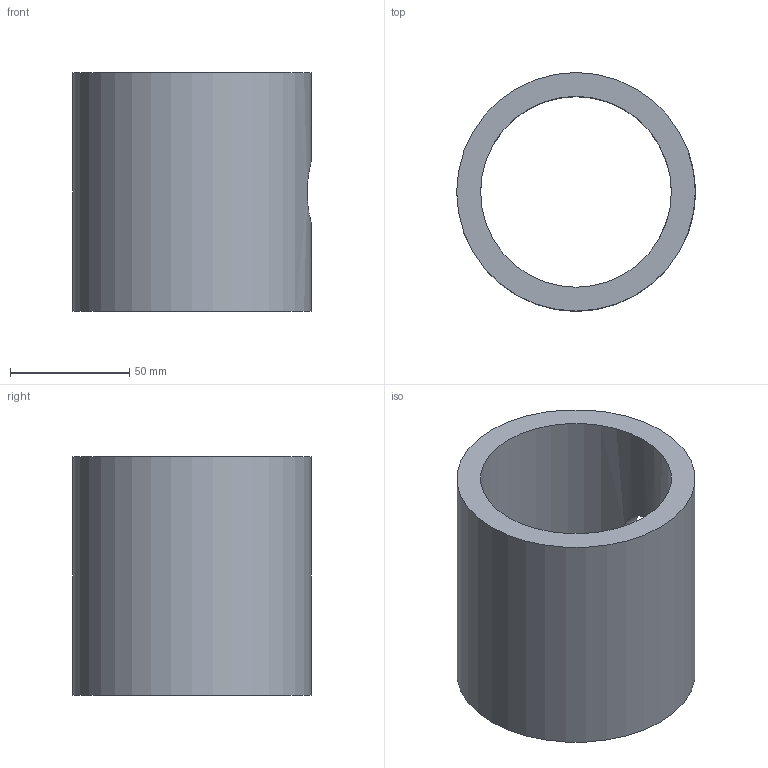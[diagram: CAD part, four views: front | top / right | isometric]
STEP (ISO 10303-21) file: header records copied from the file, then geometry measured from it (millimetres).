
FILE_DESCRIPTION((''),'2;1');
FILE_NAME('Fasenkram.stp','2013-05-09T21:33:23',('Walter'),(''),'Autodesk Inventor 2013','Autodesk Inventor 2013','');
FILE_SCHEMA(('AUTOMOTIVE_DESIGN { 1 0 10303 214 1 1 1 1 }'));
Length unit declared in the file: millimetre
Products named in the file (1): Fasenkram
Bounding box: 100 x 100 x 100 mm (x, y, z)
Volume: 279269.5 mm3; surface area: 62089.3 mm2
Topology: 1 solids, 1 shells, 6 faces, 16 edges, 11 vertices
Faces by surface type: cylinder 3, plane 2, bspline 1
Full cylindrical faces by diameter (mm): 20 x1, 80 x1, 100 x1
Entity records: 2041 total; most frequent: CARTESIAN_POINT 1896, DIRECTION 20, ORIENTED_EDGE 18, EDGE_LOOP 14, AXIS2_PLACEMENT_3D 10, VERTEX_POINT 9, EDGE_CURVE 9, FACE_BOUND 8
